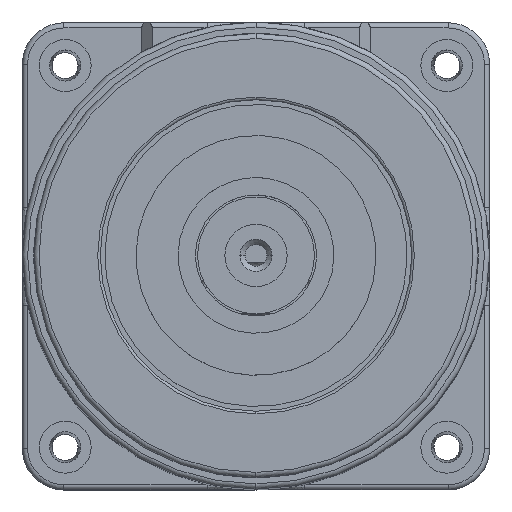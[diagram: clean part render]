
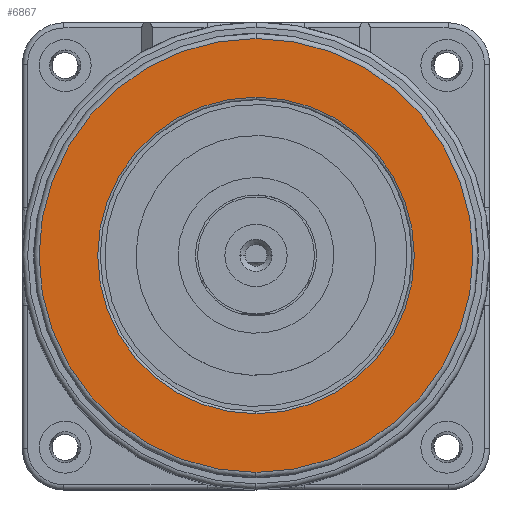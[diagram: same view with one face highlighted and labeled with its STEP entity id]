
A CAD part, top view. The second image highlights one B-rep face of the part: STEP entity #6867.
In plain terms, the highlighted planar face has unit normal (0, 0, 1).
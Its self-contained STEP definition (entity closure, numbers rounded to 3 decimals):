
#241 = ORIENTED_EDGE ( 'NONE', *, *, #5838, .T. ) ;
#254 = PLANE ( 'NONE',  #6907 ) ;
#387 = DIRECTION ( 'NONE',  ( 0., 0., -1. ) ) ;
#553 = VERTEX_POINT ( 'NONE', #2779 ) ;
#728 = EDGE_LOOP ( 'NONE', ( #241, #3679 ) ) ;
#753 = VERTEX_POINT ( 'NONE', #4755 ) ;
#958 = DIRECTION ( 'NONE',  ( 0., -1., 0. ) ) ;
#1356 = DIRECTION ( 'NONE',  ( 0., -1., 0. ) ) ;
#1943 = DIRECTION ( 'NONE',  ( 0., 0., 1. ) ) ;
#1976 = CARTESIAN_POINT ( 'NONE',  ( -34.668, 57.461, 52.5 ) ) ;
#1982 = VERTEX_POINT ( 'NONE', #1976 ) ;
#2007 = CIRCLE ( 'NONE', #6201, 30.5 ) ;
#2267 = CIRCLE ( 'NONE', #6433, 30.5 ) ;
#2563 = CARTESIAN_POINT ( 'NONE',  ( -34.668, 58.461, 52.5 ) ) ;
#2683 = CARTESIAN_POINT ( 'NONE',  ( -34.668, -14.839, 52.5 ) ) ;
#2703 = DIRECTION ( 'NONE',  ( 0., -1., 0. ) ) ;
#2779 = CARTESIAN_POINT ( 'NONE',  ( -34.668, -26.139, 52.5 ) ) ;
#3125 = AXIS2_PLACEMENT_3D ( 'NONE', #4217, #6468, #1356 ) ;
#3131 = FACE_BOUND ( 'NONE', #728, .T. ) ;
#3589 = AXIS2_PLACEMENT_3D ( 'NONE', #7037, #1943, #4251 ) ;
#3679 = ORIENTED_EDGE ( 'NONE', *, *, #5079, .T. ) ;
#3823 = CARTESIAN_POINT ( 'NONE',  ( -34.668, 15.661, 52.5 ) ) ;
#4012 = EDGE_LOOP ( 'NONE', ( #7025, #6457 ) ) ;
#4217 = CARTESIAN_POINT ( 'NONE',  ( -34.668, 15.661, 52.5 ) ) ;
#4251 = DIRECTION ( 'NONE',  ( 0., -1., 0. ) ) ;
#4755 = CARTESIAN_POINT ( 'NONE',  ( -34.668, 46.161, 52.5 ) ) ;
#4857 = DIRECTION ( 'NONE',  ( 0., 0., 1. ) ) ;
#5079 = EDGE_CURVE ( 'NONE', #753, #7003, #2007, .T. ) ;
#5419 = FACE_OUTER_BOUND ( 'NONE', #4012, .T. ) ;
#5479 = EDGE_CURVE ( 'NONE', #553, #1982, #6778, .T. ) ;
#5547 = CARTESIAN_POINT ( 'NONE',  ( -34.668, 15.661, 52.5 ) ) ;
#5838 = EDGE_CURVE ( 'NONE', #7003, #753, #2267, .T. ) ;
#6097 = DIRECTION ( 'NONE',  ( 0., 0., -1. ) ) ;
#6201 = AXIS2_PLACEMENT_3D ( 'NONE', #3823, #6097, #958 ) ;
#6338 = CIRCLE ( 'NONE', #3125, 41.8 ) ;
#6433 = AXIS2_PLACEMENT_3D ( 'NONE', #5547, #387, #2703 ) ;
#6457 = ORIENTED_EDGE ( 'NONE', *, *, #6810, .T. ) ;
#6468 = DIRECTION ( 'NONE',  ( 0., 0., 1. ) ) ;
#6778 = CIRCLE ( 'NONE', #3589, 41.8 ) ;
#6810 = EDGE_CURVE ( 'NONE', #1982, #553, #6338, .T. ) ;
#6867 = ADVANCED_FACE ( 'NONE', ( #3131, #5419 ), #254, .T. ) ;
#6907 = AXIS2_PLACEMENT_3D ( 'NONE', #2563, #4857, #7073 ) ;
#7003 = VERTEX_POINT ( 'NONE', #2683 ) ;
#7025 = ORIENTED_EDGE ( 'NONE', *, *, #5479, .T. ) ;
#7037 = CARTESIAN_POINT ( 'NONE',  ( -34.668, 15.661, 52.5 ) ) ;
#7073 = DIRECTION ( 'NONE',  ( 0., -1., 0. ) ) ;
